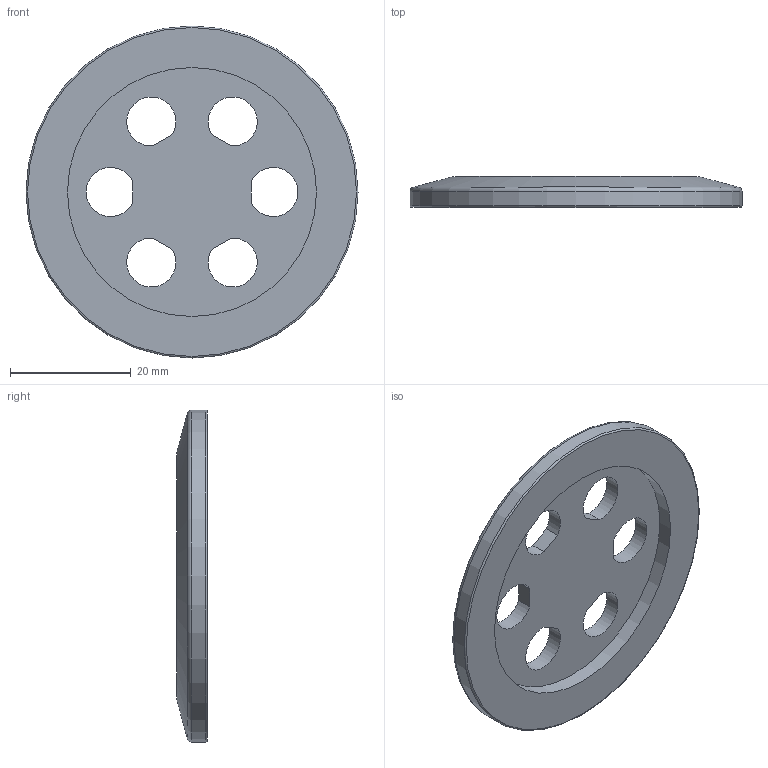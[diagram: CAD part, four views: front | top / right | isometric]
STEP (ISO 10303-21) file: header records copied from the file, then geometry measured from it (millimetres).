
FILE_DESCRIPTION(/* description */ (''),/* implementation_level */ '2;1');
FILE_NAME(/* name */ 'SMA Feedthrough Plate v7.step',/* time_stamp */ '2016-07-28T15:04:28-07:00',/* author */ (''),/* organization */ (''),/* preprocessor_version */ 'ST-DEVELOPER v16.5',/* originating_system */ 'Autodesk Translation Framework v5.1.0.3141',/* authorisation */ '');
FILE_SCHEMA (('AUTOMOTIVE_DESIGN { 1 0 10303 214 3 1 1 }'));
Length unit declared in the file: centimetre
Products named in the file (2): SMA Feedthrough Plate v7; Component1
Assembly tree (1 placements, depth 2):
  SMA Feedthrough Plate v7
    Component1
Bounding box: 55 x 5.1 x 55 mm (x, y, z)
Volume: 6878.4 mm3; surface area: 5399.8 mm2
Topology: 1 solids, 1 shells, 20 faces, 49 edges, 32 vertices
Faces by surface type: plane 9, cylinder 8, torus 2, cone 1
Full cylindrical faces by diameter (mm): 41.25 x1, 55 x1
Entity records: 629 total; most frequent: DIRECTION 108, CARTESIAN_POINT 97, ORIENTED_EDGE 86, EDGE_CURVE 43, AXIS2_PLACEMENT_3D 42, EDGE_LOOP 38, VERTEX_POINT 31, LINE 24
